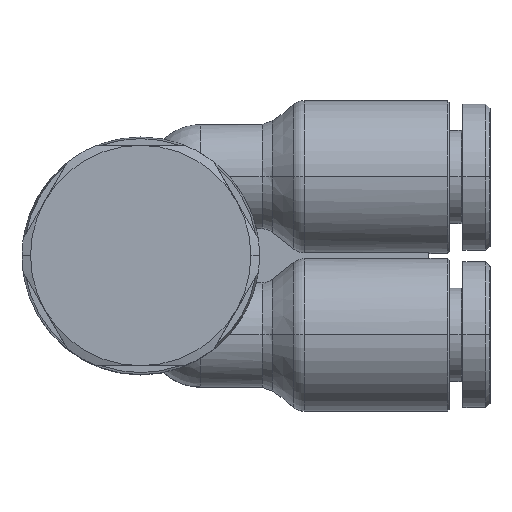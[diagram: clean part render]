
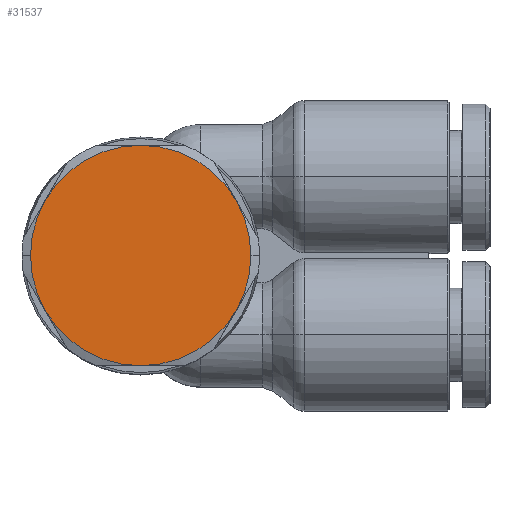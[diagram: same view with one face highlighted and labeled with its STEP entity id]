
A CAD part, top view. The second image highlights one B-rep face of the part: STEP entity #31537.
In plain terms, the highlighted planar face has unit normal (0, 0, 1).
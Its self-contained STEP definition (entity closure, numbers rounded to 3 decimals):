
#3438=CARTESIAN_POINT('',(-8.5,4.65,9.75));
#3439=VERTEX_POINT('',#3438);
#3447=CARTESIAN_POINT('',(-7.629,1.4,9.75));
#3448=VERTEX_POINT('',#3447);
#3462=CARTESIAN_POINT('',(-2.,4.65,9.75));
#3463=DIRECTION('',(0.0,0.0,1.0));
#3464=DIRECTION('',(1.0,0.0,0.0));
#3465=AXIS2_PLACEMENT_3D('',#3462,#3463,#3464);
#3466=CIRCLE('',#3465,6.5);
#3467=EDGE_CURVE('',#3439,#3448,#3466,.T.);
#3477=CARTESIAN_POINT('',(4.5,4.65,9.75));
#3478=VERTEX_POINT('',#3477);
#3485=CARTESIAN_POINT('',(3.629,1.4,9.75));
#3486=VERTEX_POINT('',#3485);
#3487=CARTESIAN_POINT('',(-2.,4.65,9.75));
#3488=DIRECTION('',(0.0,0.0,1.0));
#3489=DIRECTION('',(1.0,0.0,0.0));
#3490=AXIS2_PLACEMENT_3D('',#3487,#3488,#3489);
#3491=CIRCLE('',#3490,6.5);
#3492=EDGE_CURVE('',#3486,#3478,#3491,.T.);
#30939=CARTESIAN_POINT('',(-2.,11.15,9.75));
#30940=VERTEX_POINT('',#30939);
#30963=CARTESIAN_POINT('',(-7.629,7.9,9.75));
#30964=VERTEX_POINT('',#30963);
#30978=CARTESIAN_POINT('',(-2.,4.65,9.75));
#30979=DIRECTION('',(0.0,0.0,1.0));
#30980=DIRECTION('',(1.0,0.0,0.0));
#30981=AXIS2_PLACEMENT_3D('',#30978,#30979,#30980);
#30982=CIRCLE('',#30981,6.5);
#30983=EDGE_CURVE('',#30940,#30964,#30982,.T.);
#30995=CARTESIAN_POINT('',(3.629,7.9,9.75));
#30996=VERTEX_POINT('',#30995);
#31032=CARTESIAN_POINT('',(-2.,4.65,9.75));
#31033=DIRECTION('',(0.0,0.0,1.0));
#31034=DIRECTION('',(1.0,0.0,0.0));
#31035=AXIS2_PLACEMENT_3D('',#31032,#31033,#31034);
#31036=CIRCLE('',#31035,6.5);
#31037=EDGE_CURVE('',#30996,#30940,#31036,.T.);
#31070=CARTESIAN_POINT('',(-2.,4.65,9.75));
#31071=DIRECTION('',(0.0,0.0,1.0));
#31072=DIRECTION('',(1.0,0.0,0.0));
#31073=AXIS2_PLACEMENT_3D('',#31070,#31071,#31072);
#31074=CIRCLE('',#31073,6.5);
#31075=EDGE_CURVE('',#3478,#30996,#31074,.T.);
#31100=CARTESIAN_POINT('',(-2.,-1.85,9.75));
#31101=VERTEX_POINT('',#31100);
#31102=CARTESIAN_POINT('',(-2.,4.65,9.75));
#31103=DIRECTION('',(0.0,0.0,1.0));
#31104=DIRECTION('',(1.0,0.0,0.0));
#31105=AXIS2_PLACEMENT_3D('',#31102,#31103,#31104);
#31106=CIRCLE('',#31105,6.5);
#31107=EDGE_CURVE('',#31101,#3486,#31106,.T.);
#31154=CARTESIAN_POINT('',(-2.,4.65,9.75));
#31155=DIRECTION('',(0.0,0.0,1.0));
#31156=DIRECTION('',(1.0,0.0,0.0));
#31157=AXIS2_PLACEMENT_3D('',#31154,#31155,#31156);
#31158=CIRCLE('',#31157,6.5);
#31159=EDGE_CURVE('',#3448,#31101,#31158,.T.);
#31192=CARTESIAN_POINT('',(-2.,4.65,9.75));
#31193=DIRECTION('',(0.0,0.0,1.0));
#31194=DIRECTION('',(1.0,0.0,0.0));
#31195=AXIS2_PLACEMENT_3D('',#31192,#31193,#31194);
#31196=CIRCLE('',#31195,6.5);
#31197=EDGE_CURVE('',#30964,#3439,#31196,.T.);
#31522=CARTESIAN_POINT('',(1.25,4.65,9.75));
#31523=DIRECTION('',(0.0,0.0,1.0));
#31524=DIRECTION('',(-1.0,0.0,0.0));
#31525=AXIS2_PLACEMENT_3D('',#31522,#31523,#31524);
#31526=PLANE('',#31525);
#31527=ORIENTED_EDGE('',*,*,#31197,.T.);
#31528=ORIENTED_EDGE('',*,*,#3467,.T.);
#31529=ORIENTED_EDGE('',*,*,#31159,.T.);
#31530=ORIENTED_EDGE('',*,*,#31107,.T.);
#31531=ORIENTED_EDGE('',*,*,#3492,.T.);
#31532=ORIENTED_EDGE('',*,*,#31075,.T.);
#31533=ORIENTED_EDGE('',*,*,#31037,.T.);
#31534=ORIENTED_EDGE('',*,*,#30983,.T.);
#31535=EDGE_LOOP('',(#31527,#31528,#31529,#31530,#31531,#31532,#31533,#31534));
#31536=FACE_OUTER_BOUND('',#31535,.T.);
#31537=ADVANCED_FACE('',(#31536),#31526,.T.);
